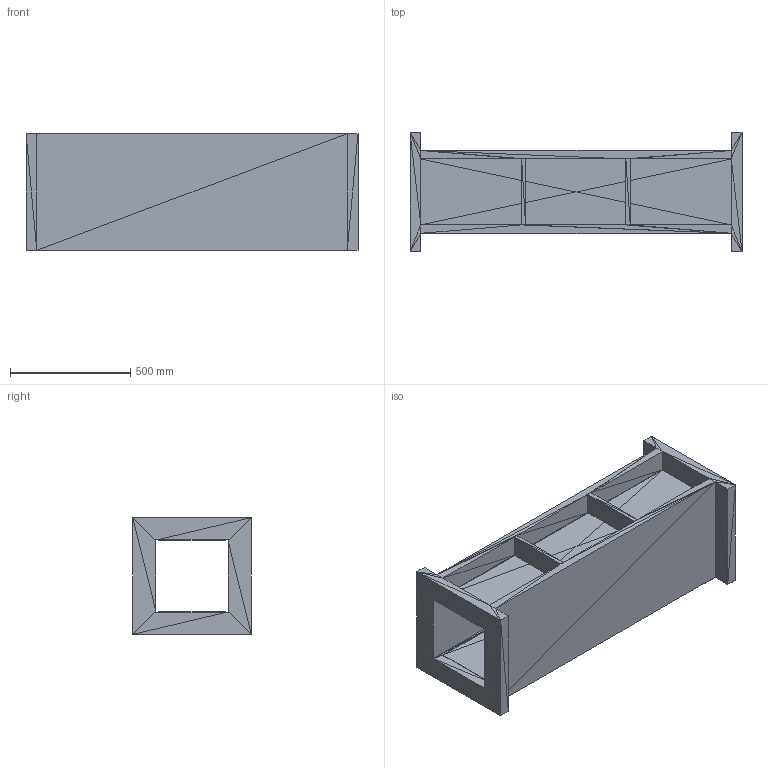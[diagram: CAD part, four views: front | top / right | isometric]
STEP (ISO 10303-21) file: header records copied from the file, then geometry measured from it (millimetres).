
FILE_DESCRIPTION(('STEP AP214'),'1');
FILE_NAME('result.stp','2025-12-31T14:39:56',(' '),(' '),'Spatial InterOp 3D',' ',' ');
FILE_SCHEMA(('automotive_design'));
Length unit declared in the file: metre
Products named in the file (1): Root
Bounding box: 1383 x 495 x 487 mm (x, y, z)
Surface area: 5260798 mm2 (no closed solid volume)
Topology: 0 solids, 208 shells, 208 faces, 624 edges, 288 vertices
Faces by surface type: plane 208
Entity records: 6840 total; most frequent: DIRECTION 1042, ORIENTED_EDGE 624, EDGE_CURVE 624, LINE 624, VECTOR 624, CARTESIAN_POINT 289, VERTEX_POINT 288, AXIS2_PLACEMENT_3D 209
